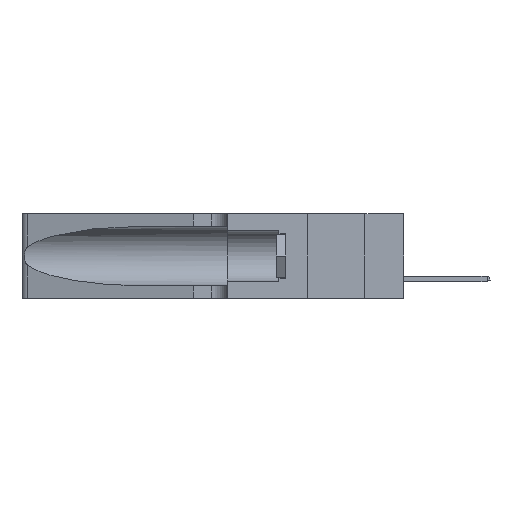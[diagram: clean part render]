
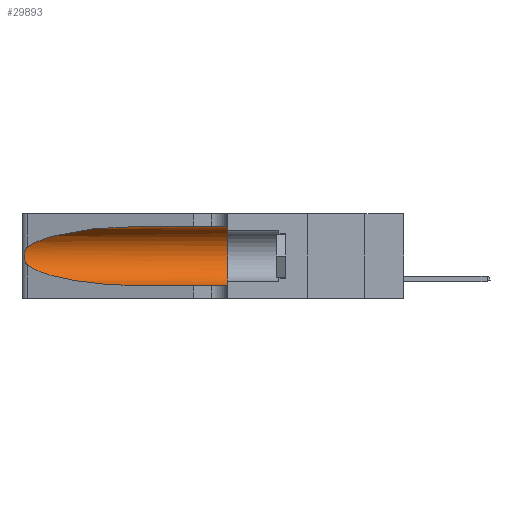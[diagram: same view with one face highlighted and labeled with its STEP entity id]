
A CAD part, left-side view. The second image highlights one B-rep face of the part: STEP entity #29893.
In plain terms, the highlighted cylindrical face has radius 3.308 mm (diameter 6.617 mm), a partial arc.
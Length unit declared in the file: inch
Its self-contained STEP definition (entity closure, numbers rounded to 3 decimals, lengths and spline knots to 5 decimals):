
#120 = CARTESIAN_POINT ( 'NONE',  ( 0.18966, 0.96281, 0.05475 ) ) ;
#715 = DIRECTION ( 'NONE',  ( 0., -1., 0. ) ) ;
#1224 = LINE ( 'NONE', #3277, #24034 ) ;
#2068 = CARTESIAN_POINT ( 'NONE',  ( 0.26017, 1.23833, 0.17102 ) ) ;
#2620 = ORIENTED_EDGE ( 'NONE', *, *, #19838, .T. ) ;
#3277 = CARTESIAN_POINT ( 'NONE',  ( 0.1305, 1.61858, 0.05475 ) ) ;
#3814 = LINE ( 'NONE', #29771, #4589 ) ;
#4495 = ORIENTED_EDGE ( 'NONE', *, *, #7230, .F. ) ;
#4510 = CARTESIAN_POINT ( 'NONE',  ( 0.26018, 1.23835, 0.19895 ) ) ;
#4589 = VECTOR ( 'NONE', #715, 39.37008 ) ;
#4615 = CARTESIAN_POINT ( 'NONE',  ( 0.25787, 1.23484, 0.2124 ) ) ;
#5190 = VERTEX_POINT ( 'NONE', #29106 ) ;
#6330 = DIRECTION ( 'NONE',  ( 0., -1., 0. ) ) ;
#6579 = DIRECTION ( 'NONE',  ( 0., -1., 0. ) ) ;
#6751 = CYLINDRICAL_SURFACE ( 'NONE', #28140, 0.13025 ) ;
#7230 = EDGE_CURVE ( 'NONE', #16064, #29393, #3814, .T. ) ;
#9526 = CARTESIAN_POINT ( 'NONE',  ( 0.25487, 1.22718, 0.14631 ) ) ;
#10123 = CARTESIAN_POINT ( 'NONE',  ( 0.1305, 0.72297, 0.05475 ) ) ;
#11291 = CARTESIAN_POINT ( 'NONE',  ( 0.1305, 0.35, 0.31525 ) ) ;
#11738 = CARTESIAN_POINT ( 'NONE',  ( 0.25854, 1.2359, 0.20912 ) ) ;
#12530 = CARTESIAN_POINT ( 'NONE',  ( 0.2373, 1.15595, 0.08982 ) ) ;
#12792 = B_SPLINE_CURVE_WITH_KNOTS ( 'NONE', 3,
 ( #26299, #18884, #21351, #4615, #11738, #4510, #28734, #14194, #2068, #19098, #31250, #16838, #24486, #24170 ),
 .UNSPECIFIED., .F., .F.,
 ( 4, 2, 2, 2, 2, 2, 4 ),
 ( 0., 0.00027, 0.00053, 0.00107, 0.0016, 0.00187, 0.00214 ),
 .UNSPECIFIED. ) ;
#13562 = ORIENTED_EDGE ( 'NONE', *, *, #14239, .T. ) ;
#13783 = VERTEX_POINT ( 'NONE', #25725 ) ;
#13978 = DIRECTION ( 'NONE',  ( 0., 0., 1. ) ) ;
#14194 = CARTESIAN_POINT ( 'NONE',  ( 0.26075, 1.23896, 0.178 ) ) ;
#14239 = EDGE_CURVE ( 'NONE', #26048, #5190, #31001, .T. ) ;
#14415 = EDGE_LOOP ( 'NONE', ( #2620, #19796, #13562, #19641, #21754, #4495 ) ) ;
#16064 = VERTEX_POINT ( 'NONE', #26805 ) ;
#16838 = CARTESIAN_POINT ( 'NONE',  ( 0.25639, 1.23186, 0.15144 ) ) ;
#18368 = AXIS2_PLACEMENT_3D ( 'NONE', #28633, #24063, #13978 ) ;
#18772 = CARTESIAN_POINT ( 'NONE',  ( 0.18966, 0.96281, 0.31525 ) ) ;
#18884 = CARTESIAN_POINT ( 'NONE',  ( 0.25555, 1.22994, 0.2215 ) ) ;
#19098 = CARTESIAN_POINT ( 'NONE',  ( 0.25856, 1.23593, 0.16098 ) ) ;
#19641 = ORIENTED_EDGE ( 'NONE', *, *, #27150, .T. ) ;
#19796 = ORIENTED_EDGE ( 'NONE', *, *, #29048, .T. ) ;
#19838 = EDGE_CURVE ( 'NONE', #16064, #13783, #24112, .T. ) ;
#20104 = CIRCLE ( 'NONE', #18368, 0.13025 ) ;
#20339 = CARTESIAN_POINT ( 'NONE',  ( 0.25487, 1.22718, 0.14631 ) ) ;
#21351 = CARTESIAN_POINT ( 'NONE',  ( 0.25639, 1.23184, 0.21858 ) ) ;
#21754 = ORIENTED_EDGE ( 'NONE', *, *, #29032, .F. ) ;
#23967 = CARTESIAN_POINT ( 'NONE',  ( 0.2373, 1.15595, 0.28018 ) ) ;
#24034 = VECTOR ( 'NONE', #6579, 39.37008 ) ;
#24063 = DIRECTION ( 'NONE',  ( 0., 1., 0. ) ) ;
#24112 =( BOUNDED_CURVE ( )  B_SPLINE_CURVE ( 3, ( #31144, #18772, #23967, #26192 ),
 .UNSPECIFIED., .F., .F. ) 
 B_SPLINE_CURVE_WITH_KNOTS ( ( 4, 4 ),
 ( 1.5708, 2.84003 ),
 .UNSPECIFIED. ) 
 CURVE ( )  GEOMETRIC_REPRESENTATION_ITEM ( )  RATIONAL_B_SPLINE_CURVE ( ( 1., 0.87, 0.87, 1. ) ) 
 REPRESENTATION_ITEM ( '' )  );
#24170 = CARTESIAN_POINT ( 'NONE',  ( 0.25487, 1.22718, 0.14631 ) ) ;
#24486 = CARTESIAN_POINT ( 'NONE',  ( 0.25555, 1.22993, 0.14849 ) ) ;
#24632 = VERTEX_POINT ( 'NONE', #28256 ) ;
#25725 = CARTESIAN_POINT ( 'NONE',  ( 0.25487, 1.22718, 0.22369 ) ) ;
#25743 = FACE_OUTER_BOUND ( 'NONE', #14415, .T. ) ;
#26048 = VERTEX_POINT ( 'NONE', #20339 ) ;
#26192 = CARTESIAN_POINT ( 'NONE',  ( 0.25487, 1.22718, 0.22369 ) ) ;
#26299 = CARTESIAN_POINT ( 'NONE',  ( 0.25487, 1.22718, 0.22369 ) ) ;
#26805 = CARTESIAN_POINT ( 'NONE',  ( 0.1305, 0.72297, 0.31525 ) ) ;
#27150 = EDGE_CURVE ( 'NONE', #5190, #24632, #1224, .T. ) ;
#28140 = AXIS2_PLACEMENT_3D ( 'NONE', #28433, #6330, #28230 ) ;
#28230 = DIRECTION ( 'NONE',  ( 0., 0., -1. ) ) ;
#28256 = CARTESIAN_POINT ( 'NONE',  ( 0.1305, 0.35, 0.05475 ) ) ;
#28433 = CARTESIAN_POINT ( 'NONE',  ( 0.1305, 1.61858, 0.185 ) ) ;
#28633 = CARTESIAN_POINT ( 'NONE',  ( 0.1305, 0.35, 0.185 ) ) ;
#28734 = CARTESIAN_POINT ( 'NONE',  ( 0.26075, 1.23896, 0.19203 ) ) ;
#29032 = EDGE_CURVE ( 'NONE', #29393, #24632, #20104, .T. ) ;
#29048 = EDGE_CURVE ( 'NONE', #13783, #26048, #12792, .T. ) ;
#29106 = CARTESIAN_POINT ( 'NONE',  ( 0.1305, 0.72297, 0.05475 ) ) ;
#29393 = VERTEX_POINT ( 'NONE', #11291 ) ;
#29771 = CARTESIAN_POINT ( 'NONE',  ( 0.1305, 1.61858, 0.31525 ) ) ;
#29893 = ADVANCED_FACE ( 'NONE', ( #25743 ), #6751, .F. ) ;
#31001 =( BOUNDED_CURVE ( )  B_SPLINE_CURVE ( 3, ( #9526, #12530, #120, #10123 ),
 .UNSPECIFIED., .F., .T. ) 
 B_SPLINE_CURVE_WITH_KNOTS ( ( 4, 4 ),
 ( 3.44316, 4.71239 ),
 .UNSPECIFIED. ) 
 CURVE ( )  GEOMETRIC_REPRESENTATION_ITEM ( )  RATIONAL_B_SPLINE_CURVE ( ( 1., 0.87, 0.87, 1. ) ) 
 REPRESENTATION_ITEM ( '' )  );
#31144 = CARTESIAN_POINT ( 'NONE',  ( 0.1305, 0.72297, 0.31525 ) ) ;
#31250 = CARTESIAN_POINT ( 'NONE',  ( 0.25789, 1.23486, 0.15765 ) ) ;
